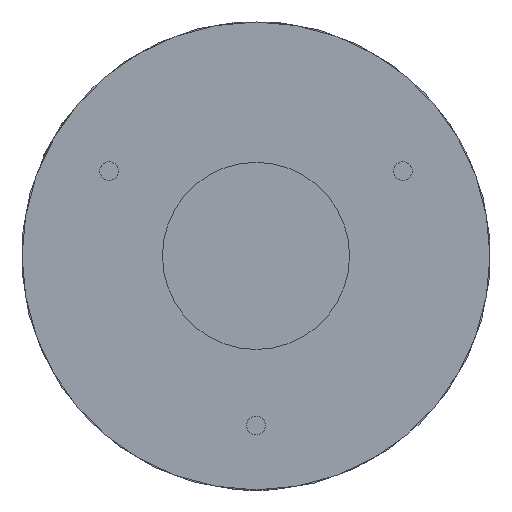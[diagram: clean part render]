
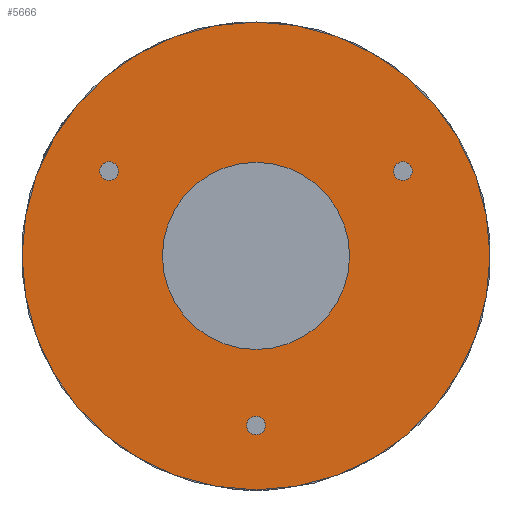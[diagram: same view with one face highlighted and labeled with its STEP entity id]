
A CAD part, front view. The second image highlights one B-rep face of the part: STEP entity #5666.
In plain terms, the highlighted planar face has unit normal (0, -1, 0).
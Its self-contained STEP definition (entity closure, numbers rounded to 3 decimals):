
#87 = FACE_BOUND ( 'NONE', #13799, .T. ) ;
#196 = FACE_BOUND ( 'NONE', #4251, .T. ) ;
#670 = CARTESIAN_POINT ( 'NONE',  ( 0., 0., 0. ) ) ;
#1086 = ORIENTED_EDGE ( 'NONE', *, *, #16525, .T. ) ;
#1207 = CARTESIAN_POINT ( 'NONE',  ( 62.787, 0., 40.25 ) ) ;
#1219 = ORIENTED_EDGE ( 'NONE', *, *, #16402, .T. ) ;
#1276 = VERTEX_POINT ( 'NONE', #18722 ) ;
#1487 = CARTESIAN_POINT ( 'NONE',  ( 0., 0., -100. ) ) ;
#1579 = EDGE_CURVE ( 'NONE', #5906, #19623, #18836, .T. ) ;
#2051 = DIRECTION ( 'NONE',  ( 0., -1., 0. ) ) ;
#2111 = CIRCLE ( 'NONE', #7488, 40. ) ;
#2324 = AXIS2_PLACEMENT_3D ( 'NONE', #10405, #15924, #18989 ) ;
#2637 = EDGE_LOOP ( 'NONE', ( #10549, #17631 ) ) ;
#2882 = DIRECTION ( 'NONE',  ( 0., 0., -1. ) ) ;
#2899 = FACE_BOUND ( 'NONE', #6455, .T. ) ;
#3735 = DIRECTION ( 'NONE',  ( 0., 1., 0. ) ) ;
#3810 = PLANE ( 'NONE',  #21839 ) ;
#3914 = CARTESIAN_POINT ( 'NONE',  ( -62.787, 0., 40.25 ) ) ;
#3980 = CIRCLE ( 'NONE', #7212, 4. ) ;
#4081 = DIRECTION ( 'NONE',  ( 0., 1., 0. ) ) ;
#4190 = CIRCLE ( 'NONE', #9279, 4. ) ;
#4251 = EDGE_LOOP ( 'NONE', ( #1086, #4760 ) ) ;
#4431 = CIRCLE ( 'NONE', #15958, 4. ) ;
#4760 = ORIENTED_EDGE ( 'NONE', *, *, #8758, .T. ) ;
#5493 = CARTESIAN_POINT ( 'NONE',  ( 0., 0., -68.5 ) ) ;
#5666 = ADVANCED_FACE ( 'NONE', ( #2899, #196, #87, #20512, #22331 ), #3810, .F. ) ;
#5906 = VERTEX_POINT ( 'NONE', #1487 ) ;
#6364 = CARTESIAN_POINT ( 'NONE',  ( 0., 0., 40. ) ) ;
#6455 = EDGE_LOOP ( 'NONE', ( #16881, #14611 ) ) ;
#6610 = CIRCLE ( 'NONE', #9503, 4. ) ;
#6828 = CARTESIAN_POINT ( 'NONE',  ( 62.787, 0., 32.25 ) ) ;
#7212 = AXIS2_PLACEMENT_3D ( 'NONE', #19194, #3735, #15793 ) ;
#7345 = DIRECTION ( 'NONE',  ( 0., 0., -1. ) ) ;
#7488 = AXIS2_PLACEMENT_3D ( 'NONE', #17481, #2051, #14110 ) ;
#7784 = VERTEX_POINT ( 'NONE', #3914 ) ;
#7998 = CARTESIAN_POINT ( 'NONE',  ( 0., 0., -72.5 ) ) ;
#8240 = AXIS2_PLACEMENT_3D ( 'NONE', #8922, #14347, #7345 ) ;
#8283 = DIRECTION ( 'NONE',  ( 0., 1., 0. ) ) ;
#8505 = ORIENTED_EDGE ( 'NONE', *, *, #12433, .T. ) ;
#8607 = DIRECTION ( 'NONE',  ( 0., 0., 1. ) ) ;
#8649 = VERTEX_POINT ( 'NONE', #6828 ) ;
#8758 = EDGE_CURVE ( 'NONE', #8649, #12938, #4190, .T. ) ;
#8922 = CARTESIAN_POINT ( 'NONE',  ( 0., 0., 0. ) ) ;
#9136 = AXIS2_PLACEMENT_3D ( 'NONE', #19763, #12878, #11175 ) ;
#9279 = AXIS2_PLACEMENT_3D ( 'NONE', #16866, #8283, #22088 ) ;
#9376 = ORIENTED_EDGE ( 'NONE', *, *, #9899, .F. ) ;
#9503 = AXIS2_PLACEMENT_3D ( 'NONE', #7998, #4081, #19971 ) ;
#9840 = CARTESIAN_POINT ( 'NONE',  ( -62.787, 0., 36.25 ) ) ;
#9899 = EDGE_CURVE ( 'NONE', #14962, #11067, #2111, .T. ) ;
#10405 = CARTESIAN_POINT ( 'NONE',  ( -62.787, 0., 36.25 ) ) ;
#10549 = ORIENTED_EDGE ( 'NONE', *, *, #1579, .T. ) ;
#11067 = VERTEX_POINT ( 'NONE', #6364 ) ;
#11175 = DIRECTION ( 'NONE',  ( 0., 0., 1. ) ) ;
#11449 = CARTESIAN_POINT ( 'NONE',  ( 0., 0., 0. ) ) ;
#11678 = EDGE_CURVE ( 'NONE', #19623, #5906, #21278, .T. ) ;
#12433 = EDGE_CURVE ( 'NONE', #1276, #14243, #3980, .T. ) ;
#12528 = EDGE_LOOP ( 'NONE', ( #9376, #13401 ) ) ;
#12754 = CIRCLE ( 'NONE', #2324, 4. ) ;
#12878 = DIRECTION ( 'NONE',  ( 0., 1., 0. ) ) ;
#12938 = VERTEX_POINT ( 'NONE', #1207 ) ;
#12951 = DIRECTION ( 'NONE',  ( 0., -1., 0. ) ) ;
#13401 = ORIENTED_EDGE ( 'NONE', *, *, #21727, .F. ) ;
#13799 = EDGE_LOOP ( 'NONE', ( #1219, #8505 ) ) ;
#13808 = DIRECTION ( 'NONE',  ( 0., 1., 0. ) ) ;
#13836 = CARTESIAN_POINT ( 'NONE',  ( 40., 0., 0. ) ) ;
#14110 = DIRECTION ( 'NONE',  ( 0., 0., -1. ) ) ;
#14243 = VERTEX_POINT ( 'NONE', #5493 ) ;
#14293 = CIRCLE ( 'NONE', #22236, 40. ) ;
#14347 = DIRECTION ( 'NONE',  ( 0., -1., 0. ) ) ;
#14559 = VERTEX_POINT ( 'NONE', #16139 ) ;
#14611 = ORIENTED_EDGE ( 'NONE', *, *, #15231, .T. ) ;
#14962 = VERTEX_POINT ( 'NONE', #16762 ) ;
#15231 = EDGE_CURVE ( 'NONE', #14559, #7784, #4431, .T. ) ;
#15632 = DIRECTION ( 'NONE',  ( 0., 1., 0. ) ) ;
#15793 = DIRECTION ( 'NONE',  ( 0., 0., 1. ) ) ;
#15924 = DIRECTION ( 'NONE',  ( 0., 1., 0. ) ) ;
#15958 = AXIS2_PLACEMENT_3D ( 'NONE', #9840, #13808, #8607 ) ;
#16139 = CARTESIAN_POINT ( 'NONE',  ( -62.787, 0., 32.25 ) ) ;
#16235 = EDGE_CURVE ( 'NONE', #7784, #14559, #12754, .T. ) ;
#16402 = EDGE_CURVE ( 'NONE', #14243, #1276, #6610, .T. ) ;
#16525 = EDGE_CURVE ( 'NONE', #12938, #8649, #18506, .T. ) ;
#16762 = CARTESIAN_POINT ( 'NONE',  ( 0., 0., -40. ) ) ;
#16866 = CARTESIAN_POINT ( 'NONE',  ( 62.787, 0., 36.25 ) ) ;
#16881 = ORIENTED_EDGE ( 'NONE', *, *, #16235, .T. ) ;
#17481 = CARTESIAN_POINT ( 'NONE',  ( 0., 0., 0. ) ) ;
#17631 = ORIENTED_EDGE ( 'NONE', *, *, #11678, .T. ) ;
#18331 = DIRECTION ( 'NONE',  ( 0., -1., 0. ) ) ;
#18506 = CIRCLE ( 'NONE', #9136, 4. ) ;
#18722 = CARTESIAN_POINT ( 'NONE',  ( 0., 0., -76.5 ) ) ;
#18836 = CIRCLE ( 'NONE', #22106, 100. ) ;
#18989 = DIRECTION ( 'NONE',  ( 0., 0., 1. ) ) ;
#19194 = CARTESIAN_POINT ( 'NONE',  ( 0., 0., -72.5 ) ) ;
#19623 = VERTEX_POINT ( 'NONE', #21668 ) ;
#19763 = CARTESIAN_POINT ( 'NONE',  ( 62.787, 0., 36.25 ) ) ;
#19971 = DIRECTION ( 'NONE',  ( 0., 0., 1. ) ) ;
#20512 = FACE_BOUND ( 'NONE', #12528, .T. ) ;
#20853 = DIRECTION ( 'NONE',  ( 0., 0., 1. ) ) ;
#21278 = CIRCLE ( 'NONE', #8240, 100. ) ;
#21668 = CARTESIAN_POINT ( 'NONE',  ( 0., 0., 100. ) ) ;
#21727 = EDGE_CURVE ( 'NONE', #11067, #14962, #14293, .T. ) ;
#21839 = AXIS2_PLACEMENT_3D ( 'NONE', #13836, #15632, #20853 ) ;
#21859 = DIRECTION ( 'NONE',  ( 0., 0., -1. ) ) ;
#22088 = DIRECTION ( 'NONE',  ( 0., 0., 1. ) ) ;
#22106 = AXIS2_PLACEMENT_3D ( 'NONE', #670, #12951, #21859 ) ;
#22236 = AXIS2_PLACEMENT_3D ( 'NONE', #11449, #18331, #2882 ) ;
#22331 = FACE_OUTER_BOUND ( 'NONE', #2637, .T. ) ;
